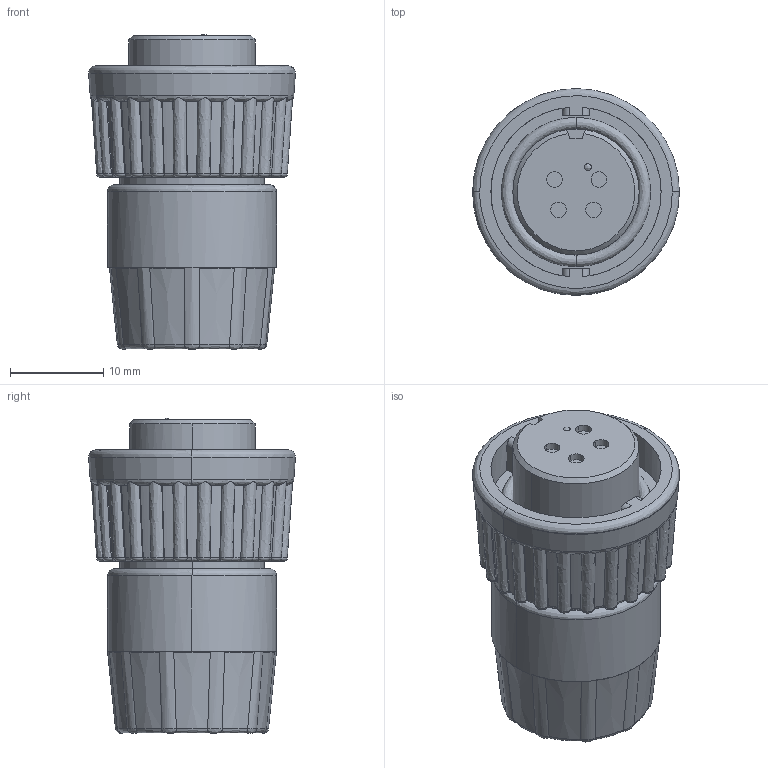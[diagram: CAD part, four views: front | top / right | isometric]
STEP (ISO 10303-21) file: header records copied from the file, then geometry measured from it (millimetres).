
FILE_DESCRIPTION (( 'STEP AP203' ), '1' );
FILE_NAME ('3280-4SG-315.STEP', '2014-02-18T19:06:17', ( 'J0FPBF1' ), ( '' ), 'SwSTEP 2.0', 'SolidWorks 2012', '' );
FILE_SCHEMA (( 'CONFIG_CONTROL_DESIGN' ));
Length unit declared in the file: inch
Products named in the file (1): 3280-4SG-315
Bounding box: 22.23 x 22.23 x 33.86 mm (x, y, z)
Volume: 8330.5 mm3; surface area: 3440.6 mm2
Topology: 1 solids, 1 shells, 276 faces, 746 edges, 484 vertices
Faces by surface type: bspline 151, plane 57, cone 39, cylinder 29
Entity records: 13761 total; most frequent: CARTESIAN_POINT 8347, ORIENTED_EDGE 1492, EDGE_CURVE 746, DIRECTION 675, VERTEX_POINT 484, B_SPLINE_CURVE_WITH_KNOTS 323, AXIS2_PLACEMENT_3D 295, EDGE_LOOP 288
